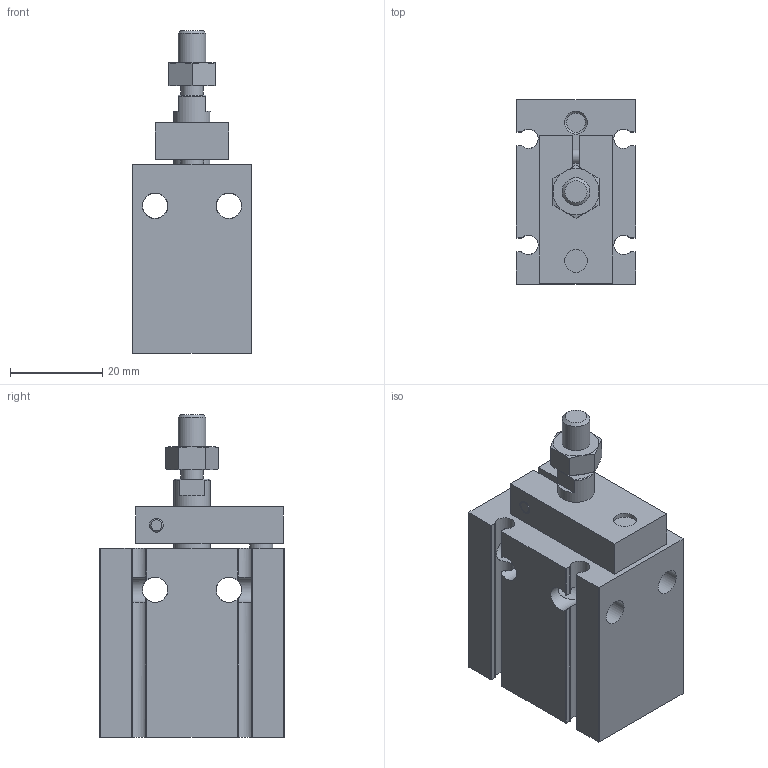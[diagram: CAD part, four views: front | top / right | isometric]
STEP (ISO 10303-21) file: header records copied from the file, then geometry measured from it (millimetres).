
FILE_DESCRIPTION( ( 'STEP AP203' ), '1' );
FILE_NAME( 'EUK20X5-0()(0).stp', '2021-10-12T02:21:24', ( 'License CC BY-ND 4.0' ), ( 'CADENAS' ), ' ', 'PARTsolutions', ' ' );
FILE_SCHEMA( ( 'CONFIG_CONTROL_DESIGN' ) );
Length unit declared in the file: millimetre
Products named in the file (3): EUK20X5-0()(0); _EUK20X5-0()(0-BODY); _EUK20X5-0(0-ROD)
Assembly tree (2 placements, depth 2):
  EUK20X5-0()(0)
    _EUK20X5-0()(0-BODY)
    _EUK20X5-0(0-ROD)
Bounding box: 26 x 40 x 70 mm (x, y, z)
Volume: 40285.1 mm3; surface area: 16690.6 mm2
Topology: 2 solids, 2 shells, 148 faces, 380 edges, 246 vertices
Faces by surface type: plane 67, cylinder 62, cone 19
Full cylindrical faces by diameter (mm): 3 x2, 4.134 x5, 4.773 x1, 5 x2, 5.5 x9, 6 x2, 8 x2, 9.5 x2, 20 x2
Entity records: 4974 total; most frequent: CARTESIAN_POINT 1429, DIRECTION 708, ORIENTED_EDGE 676, EDGE_CURVE 338, AXIS2_PLACEMENT_3D 279, VERTEX_POINT 236, EDGE_LOOP 208, FACE_OUTER_BOUND 175
